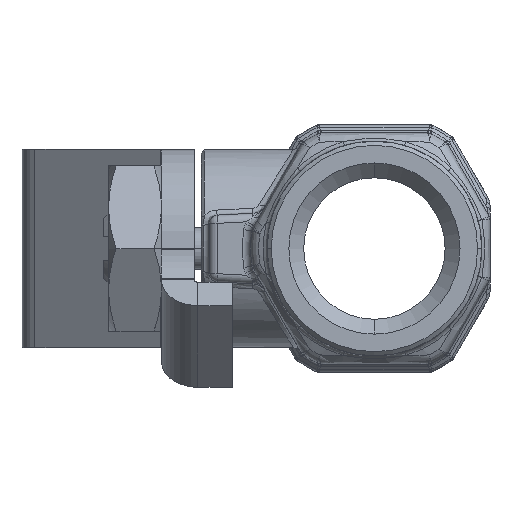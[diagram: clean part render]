
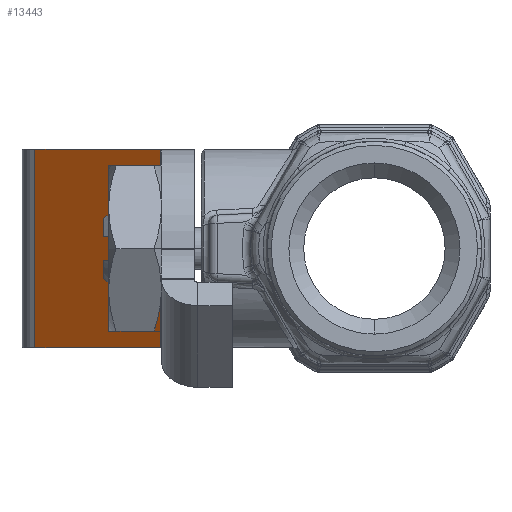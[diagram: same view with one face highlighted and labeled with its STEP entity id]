
A CAD part, left-side view. The second image highlights one B-rep face of the part: STEP entity #13443.
In plain terms, the highlighted planar face has unit normal (-0.766, 0.643, 0).
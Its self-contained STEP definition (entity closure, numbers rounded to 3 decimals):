
#317 = DIRECTION ( 'NONE',  ( 0., 0., -1. ) ) ;
#1322 = EDGE_CURVE ( 'NONE', #9118, #6491, #12894, .T. ) ;
#1694 = CARTESIAN_POINT ( 'NONE',  ( 19.726, 20.56, 6. ) ) ;
#2329 = FACE_OUTER_BOUND ( 'NONE', #13260, .T. ) ;
#3258 = CARTESIAN_POINT ( 'NONE',  ( 19.726, 20.56, -6. ) ) ;
#3761 = CARTESIAN_POINT ( 'NONE',  ( 19.726, 20.56, 6. ) ) ;
#4059 = ORIENTED_EDGE ( 'NONE', *, *, #1322, .F. ) ;
#4374 = CARTESIAN_POINT ( 'NONE',  ( 8.801, 7.541, 0. ) ) ;
#5481 = CARTESIAN_POINT ( 'NONE',  ( 13.358, 12.971, 6. ) ) ;
#5716 = LINE ( 'NONE', #10719, #15056 ) ;
#5825 = CARTESIAN_POINT ( 'NONE',  ( 19.726, 20.56, -6. ) ) ;
#6106 = DIRECTION ( 'NONE',  ( 0.643, 0.766, 0. ) ) ;
#6491 = VERTEX_POINT ( 'NONE', #1694 ) ;
#6944 = VECTOR ( 'NONE', #20602, 1000. ) ;
#7544 = VECTOR ( 'NONE', #18054, 1000. ) ;
#9118 = VERTEX_POINT ( 'NONE', #3258 ) ;
#9421 = ORIENTED_EDGE ( 'NONE', *, *, #19926, .F. ) ;
#9836 = EDGE_CURVE ( 'NONE', #14348, #9118, #16859, .T. ) ;
#10172 = CARTESIAN_POINT ( 'NONE',  ( 13.298, 12.9, 6. ) ) ;
#10719 = CARTESIAN_POINT ( 'NONE',  ( 13.358, 12.971, 6. ) ) ;
#10785 = VERTEX_POINT ( 'NONE', #5481 ) ;
#10786 = CARTESIAN_POINT ( 'NONE',  ( 13.358, 12.971, -6. ) ) ;
#11531 = DIRECTION ( 'NONE',  ( 0., 0., 1. ) ) ;
#11603 = LINE ( 'NONE', #10172, #6944 ) ;
#12894 = LINE ( 'NONE', #3761, #17502 ) ;
#13019 = PLANE ( 'NONE',  #18848 ) ;
#13260 = EDGE_LOOP ( 'NONE', ( #18449, #20542, #9421, #4059 ) ) ;
#13443 = ADVANCED_FACE ( 'NONE', ( #2329 ), #13019, .T. ) ;
#14348 = VERTEX_POINT ( 'NONE', #10786 ) ;
#15056 = VECTOR ( 'NONE', #317, 1000. ) ;
#16584 = DIRECTION ( 'NONE',  ( -0.766, 0.643, 0. ) ) ;
#16616 = EDGE_CURVE ( 'NONE', #10785, #14348, #5716, .T. ) ;
#16859 = LINE ( 'NONE', #5825, #7544 ) ;
#17502 = VECTOR ( 'NONE', #11531, 1000. ) ;
#18054 = DIRECTION ( 'NONE',  ( 0.643, 0.766, 0. ) ) ;
#18449 = ORIENTED_EDGE ( 'NONE', *, *, #9836, .F. ) ;
#18848 = AXIS2_PLACEMENT_3D ( 'NONE', #4374, #16584, #6106 ) ;
#19926 = EDGE_CURVE ( 'NONE', #6491, #10785, #11603, .T. ) ;
#20542 = ORIENTED_EDGE ( 'NONE', *, *, #16616, .F. ) ;
#20602 = DIRECTION ( 'NONE',  ( -0.643, -0.766, 0. ) ) ;
